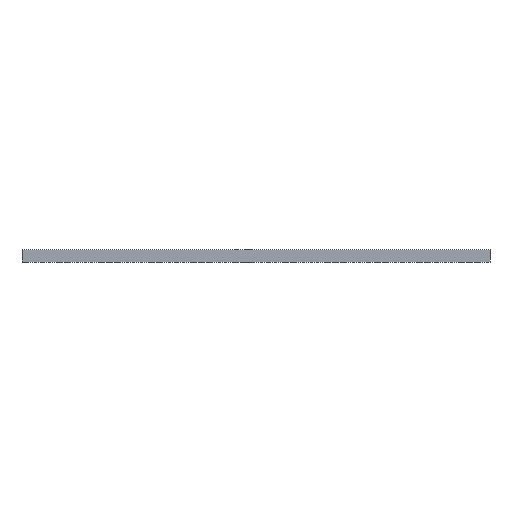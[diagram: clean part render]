
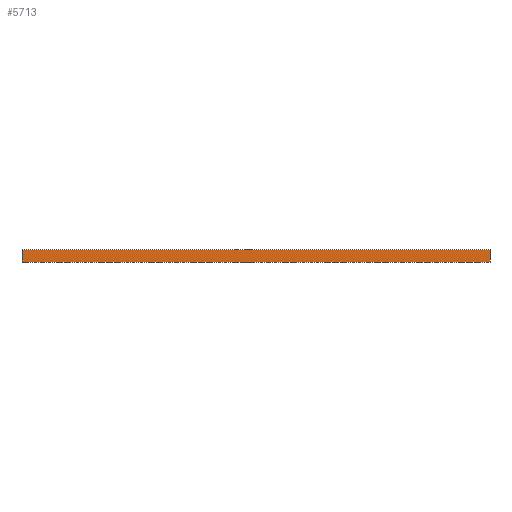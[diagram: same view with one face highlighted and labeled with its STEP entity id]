
A CAD part, top view. The second image highlights one B-rep face of the part: STEP entity #5713.
In plain terms, the highlighted planar face has unit normal (0, 0, 1).
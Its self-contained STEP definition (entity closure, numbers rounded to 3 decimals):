
#2 = CARTESIAN_POINT ( 'NONE',  ( 2963., 79.15, -24.2 ) ) ;
#150 = AXIS2_PLACEMENT_3D ( 'NONE', #2012, #7375, #2754 ) ;
#318 = CARTESIAN_POINT ( 'NONE',  ( 2963., 0., -24.2 ) ) ;
#358 = VECTOR ( 'NONE', #7110, 1000. ) ;
#442 = FACE_OUTER_BOUND ( 'NONE', #2449, .T. ) ;
#807 = LINE ( 'NONE', #318, #2517 ) ;
#1198 = EDGE_CURVE ( 'NONE', #6333, #3340, #3701, .T. ) ;
#1394 = PLANE ( 'NONE',  #150 ) ;
#1504 = CARTESIAN_POINT ( 'NONE',  ( 0., 0., -24.2 ) ) ;
#1684 = CARTESIAN_POINT ( 'NONE',  ( 0., 1.8, -24.2 ) ) ;
#2012 = CARTESIAN_POINT ( 'NONE',  ( 2963., 0., -24.2 ) ) ;
#2449 = EDGE_LOOP ( 'NONE', ( #6576, #6149, #7788, #8549 ) ) ;
#2468 = CARTESIAN_POINT ( 'NONE',  ( 2963., 79.15, -24.2 ) ) ;
#2514 = DIRECTION ( 'NONE',  ( -1., 0., 0. ) ) ;
#2517 = VECTOR ( 'NONE', #4410, 1000. ) ;
#2599 = EDGE_CURVE ( 'NONE', #6333, #3557, #807, .T. ) ;
#2754 = DIRECTION ( 'NONE',  ( 1., 0., 0. ) ) ;
#2766 = VERTEX_POINT ( 'NONE', #5778 ) ;
#3340 = VERTEX_POINT ( 'NONE', #1684 ) ;
#3557 = VERTEX_POINT ( 'NONE', #2 ) ;
#3701 = LINE ( 'NONE', #4442, #4631 ) ;
#3900 = LINE ( 'NONE', #2468, #358 ) ;
#3993 = EDGE_CURVE ( 'NONE', #3557, #2766, #3900, .T. ) ;
#4410 = DIRECTION ( 'NONE',  ( 0., 1., 0. ) ) ;
#4442 = CARTESIAN_POINT ( 'NONE',  ( 2963., 1.8, -24.2 ) ) ;
#4631 = VECTOR ( 'NONE', #2514, 1000. ) ;
#5223 = VECTOR ( 'NONE', #5485, 1000. ) ;
#5485 = DIRECTION ( 'NONE',  ( 0., 1., 0. ) ) ;
#5713 = ADVANCED_FACE ( 'NONE', ( #442 ), #1394, .T. ) ;
#5778 = CARTESIAN_POINT ( 'NONE',  ( 0., 79.15, -24.2 ) ) ;
#6149 = ORIENTED_EDGE ( 'NONE', *, *, #6237, .F. ) ;
#6237 = EDGE_CURVE ( 'NONE', #3340, #2766, #7310, .T. ) ;
#6333 = VERTEX_POINT ( 'NONE', #7749 ) ;
#6576 = ORIENTED_EDGE ( 'NONE', *, *, #3993, .T. ) ;
#7110 = DIRECTION ( 'NONE',  ( -1., 0., 0. ) ) ;
#7310 = LINE ( 'NONE', #1504, #5223 ) ;
#7375 = DIRECTION ( 'NONE',  ( 0., 0., 1. ) ) ;
#7749 = CARTESIAN_POINT ( 'NONE',  ( 2963., 1.8, -24.2 ) ) ;
#7788 = ORIENTED_EDGE ( 'NONE', *, *, #1198, .F. ) ;
#8549 = ORIENTED_EDGE ( 'NONE', *, *, #2599, .T. ) ;
